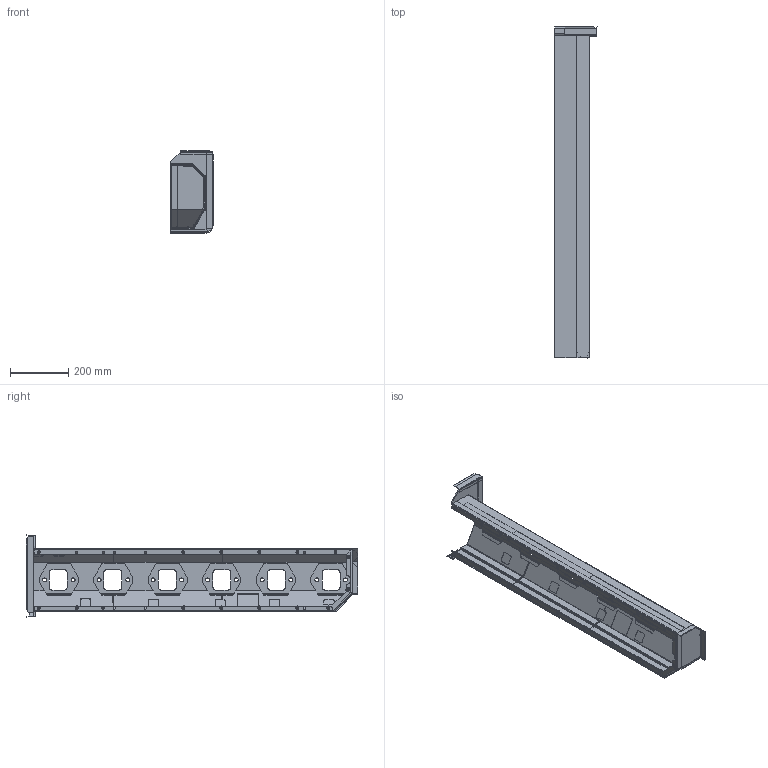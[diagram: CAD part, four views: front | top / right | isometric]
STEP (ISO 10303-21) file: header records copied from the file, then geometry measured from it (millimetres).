
FILE_DESCRIPTION(('FreeCAD Model'),'2;1');
FILE_NAME('Open CASCADE Shape Model','2025-05-03T07:54:37',('FreeCAD'),( 'FreeCAD'),'Open CASCADE STEP processor 7.6','FreeCAD','Unknown');
FILE_SCHEMA(('AUTOMOTIVE_DESIGN { 1 0 10303 214 1 1 1 1 }'));
Products named in the file (1): Open CASCADE STEP translator 7.6 1
Bounding box: 147.73 x 1142.14 x 283.38 mm (x, y, z)
Volume: 1171838.5 mm3; surface area: 1749961.7 mm2
Topology: 26 solids, 26 shells, 1243 faces, 3142 edges, 1954 vertices
Faces by surface type: bspline 1243
Entity records: 36968 total; most frequent: CARTESIAN_POINT 18368, ORIENTED_EDGE 6284, EDGE_CURVE 3142, B_SPLINE_CURVE_WITH_KNOTS 2279, VERTEX_POINT 1954, FACE_BOUND 1382, EDGE_LOOP 1382, ADVANCED_FACE 1243
